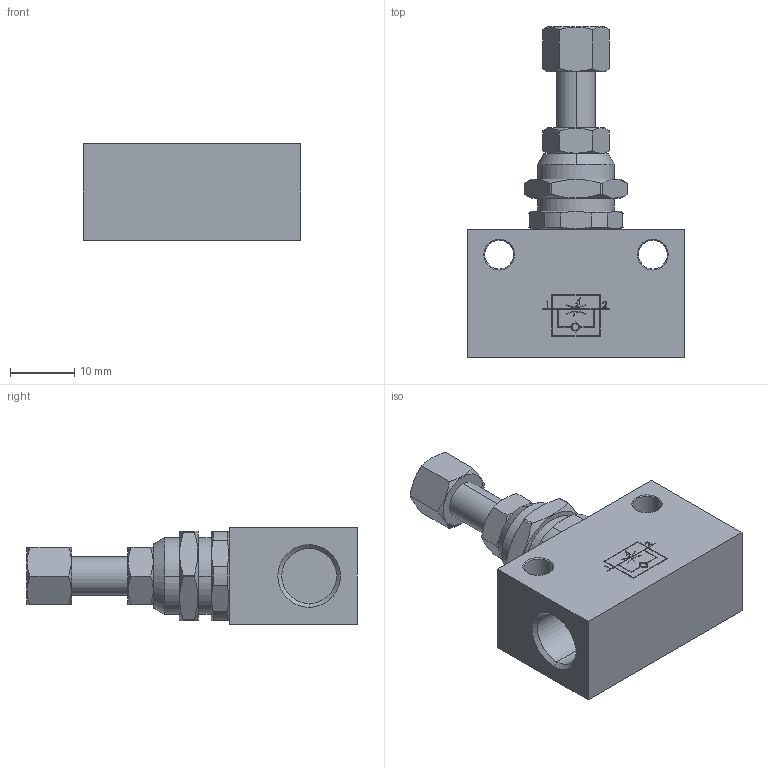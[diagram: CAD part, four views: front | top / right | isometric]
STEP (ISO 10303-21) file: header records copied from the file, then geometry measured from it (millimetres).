
FILE_DESCRIPTION(( 'VX.21.00.18U.STEP' ), '1');
FILE_NAME( 'VX.21.00.18U.STEP', '2018-10-10T08:58:48',( 'Sopra'),('sopra-pneumatic.com'), 'SwSTEP 2.0','SolidWorks 2009','' );
FILE_SCHEMA (( 'CONFIG_CONTROL_DESIGN' ));
Length unit declared in the file: millimetre
Products named in the file (1): X4110U01
Bounding box: 34 x 51.6 x 15 mm (x, y, z)
Volume: 11351.7 mm3; surface area: 4972.7 mm2
Topology: 1 solids, 1 shells, 198 faces, 522 edges, 344 vertices
Faces by surface type: plane 120, cylinder 44, cone 34
Entity records: 6463 total; most frequent: CARTESIAN_POINT 1473, ORIENTED_EDGE 1044, DIRECTION 984, EDGE_CURVE 522, VERTEX_POINT 344, LINE 330, VECTOR 330, AXIS2_PLACEMENT_3D 327
